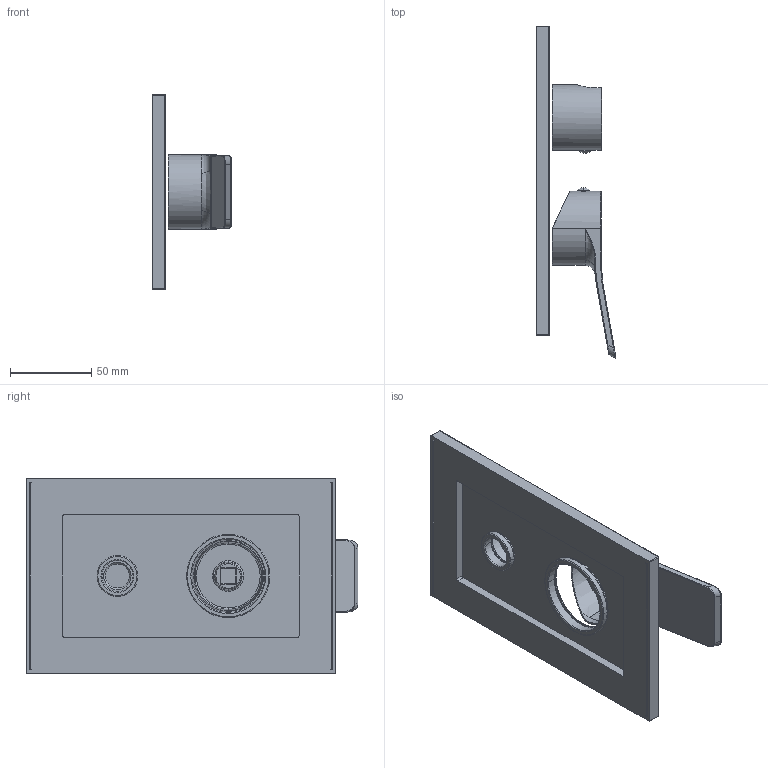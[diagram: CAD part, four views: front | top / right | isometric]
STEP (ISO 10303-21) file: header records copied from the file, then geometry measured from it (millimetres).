
FILE_DESCRIPTION((''),'2;1');
FILE_NAME('TI018CREST','2021-11-09T08:21:00',('ut3'),('PAFFONI SpA'),'CREO PARAMETRIC BY PTC INC, 2020044','CREO PARAMETRIC BY PTC INC, 2020044','');
FILE_SCHEMA(('CONFIG_CONTROL_DESIGN','SHAPE_APPEARANCE_LAYERS_GROUPS'));
Length unit declared in the file: millimetre
Products named in the file (1): TI018CREST
Bounding box: 48.95 x 203.58 x 120 mm (x, y, z)
Volume: 163898.7 mm3; surface area: 103113.4 mm2
Topology: 3 solids, 3 shells, 277 faces, 670 edges, 407 vertices
Faces by surface type: plane 100, cylinder 99, torus 33, cone 25, bspline 11, sphere 9
Entity records: 11671 total; most frequent: CARTESIAN_POINT 3159, DIRECTION 1408, ORIENTED_EDGE 1328, EDGE_CURVE 664, AXIS2_PLACEMENT_3D 548, VERTEX_POINT 407, EDGE_LOOP 313, VECTOR 312
